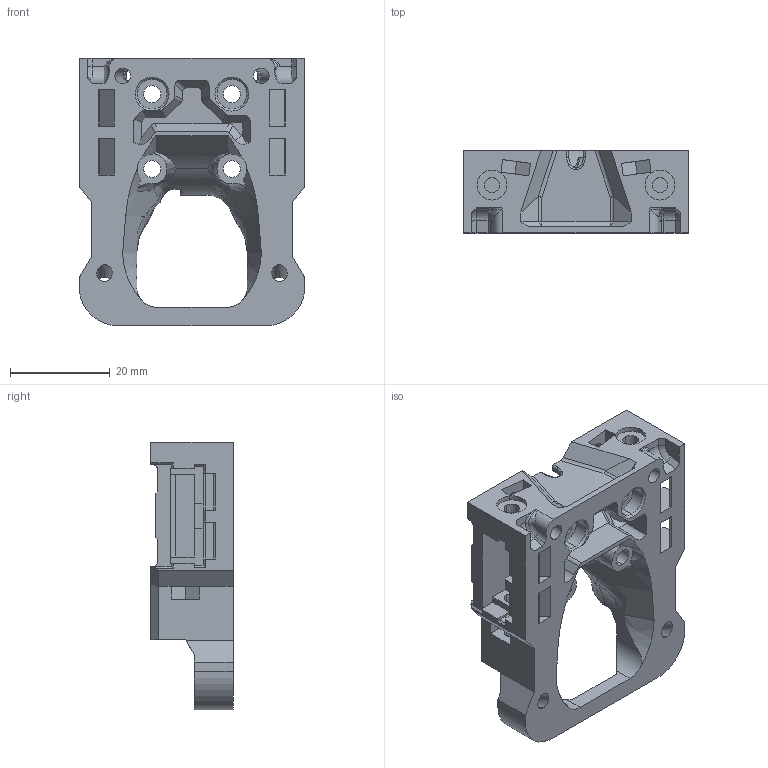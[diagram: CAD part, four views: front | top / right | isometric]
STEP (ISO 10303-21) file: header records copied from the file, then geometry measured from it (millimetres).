
FILE_DESCRIPTION (( 'STEP AP214' ), '1' );
FILE_NAME ('Xolth_Carriage.STEP', '2024-01-26T14:25:34', ( '' ), ( '' ), 'SwSTEP 2.0', 'SolidWorks 2020', '' );
FILE_SCHEMA (( 'AUTOMOTIVE_DESIGN' ));
Length unit declared in the file: millimetre
Products named in the file (1): Xolth_Carriage
Bounding box: 45.26 x 16.5 x 53.57 mm (x, y, z)
Volume: 16606.8 mm3; surface area: 11084.4 mm2
Topology: 1 solids, 1 shells, 622 faces, 1693 edges, 1061 vertices
Faces by surface type: plane 334, cylinder 166, bspline 66, cone 50, torus 6
Entity records: 21225 total; most frequent: CARTESIAN_POINT 6333, ORIENTED_EDGE 3354, DIRECTION 2782, EDGE_CURVE 1677, VERTEX_POINT 1061, VECTOR 1056, LINE 1056, AXIS2_PLACEMENT_3D 863
